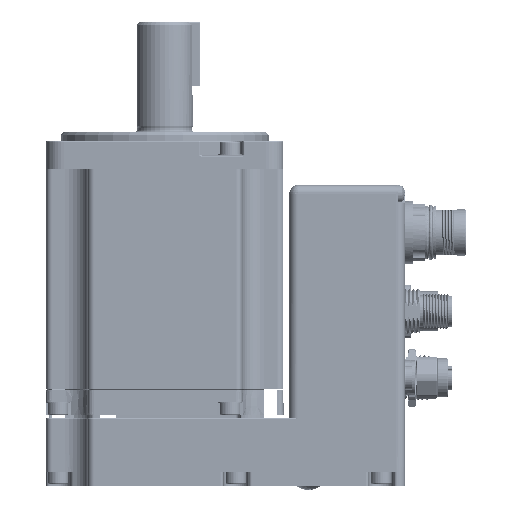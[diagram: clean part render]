
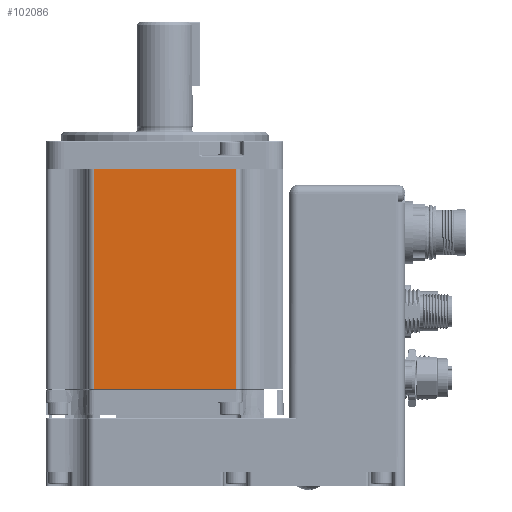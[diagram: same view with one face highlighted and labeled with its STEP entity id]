
A CAD part, left-side view. The second image highlights one B-rep face of the part: STEP entity #102086.
In plain terms, the highlighted planar face has unit normal (-1, 0, 0).
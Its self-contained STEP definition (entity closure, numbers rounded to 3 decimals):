
#3199 = CARTESIAN_POINT ( 'NONE',  ( -32.723, 16.949, 54.157 ) ) ;
#6325 = CARTESIAN_POINT ( 'NONE',  ( -32.723, 40.949, 54.157 ) ) ;
#8720 = CARTESIAN_POINT ( 'NONE',  ( -32.723, 64.949, -24.143 ) ) ;
#17499 = DIRECTION ( 'NONE',  ( 0., -1., 0. ) ) ;
#19062 = CARTESIAN_POINT ( 'NONE',  ( -32.723, 16.949, -24.143 ) ) ;
#19597 = LINE ( 'NONE', #33627, #33406 ) ;
#19828 = ORIENTED_EDGE ( 'NONE', *, *, #95651, .F. ) ;
#20145 = VECTOR ( 'NONE', #90873, 1000. ) ;
#27727 = LINE ( 'NONE', #3199, #106536 ) ;
#31788 = PLANE ( 'NONE',  #51415 ) ;
#33406 = VECTOR ( 'NONE', #104306, 1000. ) ;
#33627 = CARTESIAN_POINT ( 'NONE',  ( -32.723, 64.949, 54.157 ) ) ;
#34046 = ORIENTED_EDGE ( 'NONE', *, *, #74937, .T. ) ;
#41826 = DIRECTION ( 'NONE',  ( 1., 0., 0. ) ) ;
#43435 = CARTESIAN_POINT ( 'NONE',  ( -32.723, 64.949, 50.157 ) ) ;
#44162 = VERTEX_POINT ( 'NONE', #43435 ) ;
#51415 = AXIS2_PLACEMENT_3D ( 'NONE', #6325, #41826, #94380 ) ;
#56960 = EDGE_CURVE ( 'NONE', #103046, #58339, #73952, .T. ) ;
#58132 = VECTOR ( 'NONE', #17499, 1000. ) ;
#58339 = VERTEX_POINT ( 'NONE', #72332 ) ;
#66190 = EDGE_CURVE ( 'NONE', #58339, #110935, #27727, .T. ) ;
#67876 = EDGE_LOOP ( 'NONE', ( #19828, #34046, #112135, #105758 ) ) ;
#72332 = CARTESIAN_POINT ( 'NONE',  ( -32.723, 16.949, -24.143 ) ) ;
#73496 = DIRECTION ( 'NONE',  ( 0., 0., 1. ) ) ;
#73952 = LINE ( 'NONE', #19062, #20145 ) ;
#74937 = EDGE_CURVE ( 'NONE', #44162, #103046, #19597, .T. ) ;
#81612 = LINE ( 'NONE', #105538, #58132 ) ;
#88347 = CARTESIAN_POINT ( 'NONE',  ( -32.723, 16.949, 50.157 ) ) ;
#90873 = DIRECTION ( 'NONE',  ( 0., -1., 0. ) ) ;
#91486 = FACE_OUTER_BOUND ( 'NONE', #67876, .T. ) ;
#94380 = DIRECTION ( 'NONE',  ( 0., 1., 0. ) ) ;
#95651 = EDGE_CURVE ( 'NONE', #44162, #110935, #81612, .T. ) ;
#102086 = ADVANCED_FACE ( 'NONE', ( #91486 ), #31788, .F. ) ;
#103046 = VERTEX_POINT ( 'NONE', #8720 ) ;
#104306 = DIRECTION ( 'NONE',  ( 0., 0., -1. ) ) ;
#105538 = CARTESIAN_POINT ( 'NONE',  ( -32.723, 40.949, 50.157 ) ) ;
#105758 = ORIENTED_EDGE ( 'NONE', *, *, #66190, .T. ) ;
#106536 = VECTOR ( 'NONE', #73496, 1000. ) ;
#110935 = VERTEX_POINT ( 'NONE', #88347 ) ;
#112135 = ORIENTED_EDGE ( 'NONE', *, *, #56960, .T. ) ;
